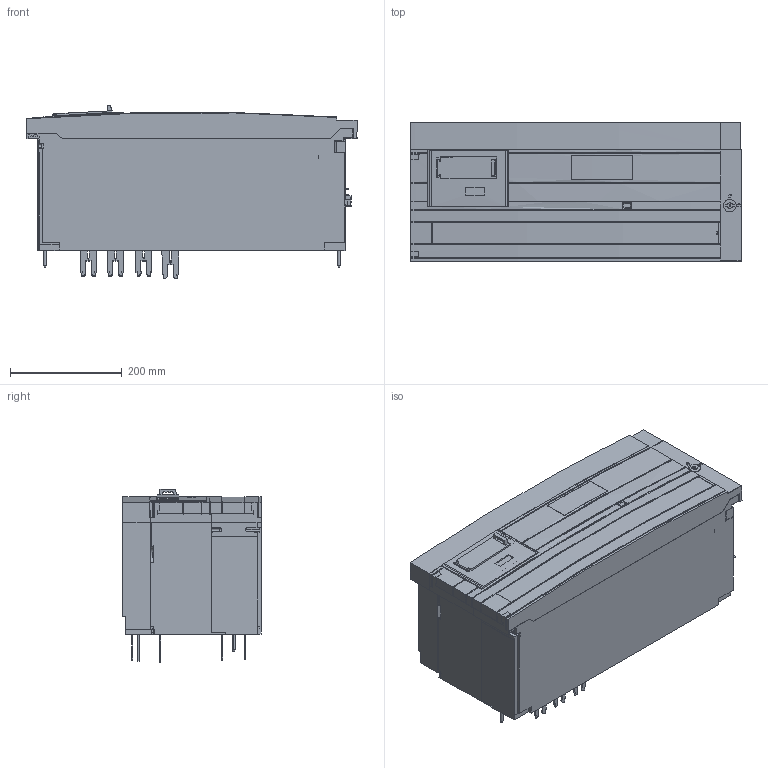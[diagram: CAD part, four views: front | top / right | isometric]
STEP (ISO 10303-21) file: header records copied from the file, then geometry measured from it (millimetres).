
FILE_DESCRIPTION((''),'2;1');
FILE_NAME('XRG23-MOT_1','2023-08-22T15:42:46',('20724'),(''),'CREO PARAMETRIC BY PTC INC, 2016390','CREO PARAMETRIC BY PTC INC, 2016390','');
FILE_SCHEMA(('AUTOMOTIVE_DESIGN { 1 0 10303 214 1 1 1 1 }'));
Products named in the file (1): XRG23-MOT_1
Bounding box: 592.55 x 248.29 x 309.27 mm (x, y, z)
Volume: 6263 mm3; surface area: 1537856.9 mm2
Topology: 1 solids, 110 shells, 2810 faces, 8863 edges, 6308 vertices
Faces by surface type: plane 2071, cylinder 656, cone 71, torus 8, sphere 3, bspline 1
Entity records: 127901 total; most frequent: CARTESIAN_POINT 20368, ORIENTED_EDGE 16479, DIRECTION 15760, EDGE_CURVE 8861, PRESENTATION_STYLE_ASSIGNMENT 8543, STYLED_ITEM 8274, CURVE_STYLE 7937, VECTOR 6502
